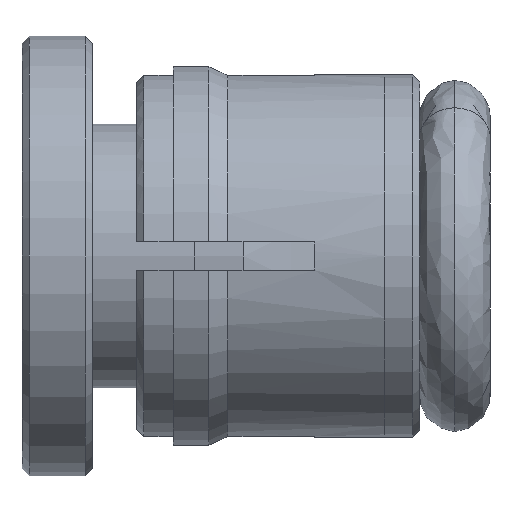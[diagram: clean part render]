
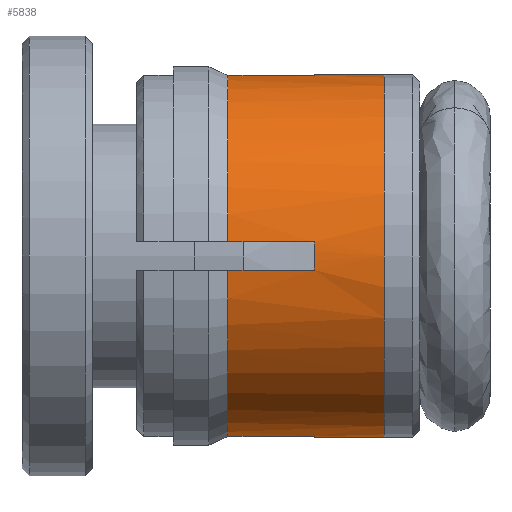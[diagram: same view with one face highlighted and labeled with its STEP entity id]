
A CAD part, left-side view. The second image highlights one B-rep face of the part: STEP entity #5838.
In plain terms, the highlighted cylindrical face has radius 5.15 mm (diameter 10.3 mm), a partial arc.
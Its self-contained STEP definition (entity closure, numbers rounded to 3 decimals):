
#63 = AXIS2_PLACEMENT_3D ( 'NONE', #6943, #523, #8035 ) ;
#176 = VERTEX_POINT ( 'NONE', #8467 ) ;
#328 = ORIENTED_EDGE ( 'NONE', *, *, #13875, .T. ) ;
#390 = VECTOR ( 'NONE', #9358, 1000. ) ;
#523 = DIRECTION ( 'NONE',  ( 0., -1., 0. ) ) ;
#708 = CIRCLE ( 'NONE', #63, 5.15 ) ;
#896 = LINE ( 'NONE', #5284, #3764 ) ;
#1122 = DIRECTION ( 'NONE',  ( 0., -1., 0. ) ) ;
#1154 = CARTESIAN_POINT ( 'NONE',  ( -5.134, 4.443, -0.4 ) ) ;
#1192 = CYLINDRICAL_SURFACE ( 'NONE', #7946, 5.15 ) ;
#1302 = VERTEX_POINT ( 'NONE', #11572 ) ;
#1371 = DIRECTION ( 'NONE',  ( 0., -1., 0. ) ) ;
#1427 = ORIENTED_EDGE ( 'NONE', *, *, #3362, .T. ) ;
#1500 = DIRECTION ( 'NONE',  ( 0., 1., 0. ) ) ;
#1702 = DIRECTION ( 'NONE',  ( 0., -1., 0. ) ) ;
#1709 = DIRECTION ( 'NONE',  ( 0., -1., 0. ) ) ;
#1886 = DIRECTION ( 'NONE',  ( 0., -1., 0. ) ) ;
#2226 = FACE_OUTER_BOUND ( 'NONE', #6482, .T. ) ;
#2263 = ORIENTED_EDGE ( 'NONE', *, *, #7202, .T. ) ;
#2356 = EDGE_CURVE ( 'NONE', #1302, #3071, #7558, .T. ) ;
#2537 = LINE ( 'NONE', #10102, #8233 ) ;
#2918 = DIRECTION ( 'NONE',  ( 0., 0., 1. ) ) ;
#2943 = ORIENTED_EDGE ( 'NONE', *, *, #13007, .T. ) ;
#2961 = EDGE_CURVE ( 'NONE', #4377, #11223, #8613, .T. ) ;
#2988 = EDGE_CURVE ( 'NONE', #11384, #11117, #896, .T. ) ;
#3071 = VERTEX_POINT ( 'NONE', #10819 ) ;
#3088 = CARTESIAN_POINT ( 'NONE',  ( -0.451, 2.774, 5.13 ) ) ;
#3353 = LINE ( 'NONE', #3088, #9069 ) ;
#3362 = EDGE_CURVE ( 'NONE', #6799, #176, #9295, .T. ) ;
#3379 = CIRCLE ( 'NONE', #4512, 5.15 ) ;
#3385 = ORIENTED_EDGE ( 'NONE', *, *, #2356, .T. ) ;
#3439 = CARTESIAN_POINT ( 'NONE',  ( 0., 2.774, 5.15 ) ) ;
#3613 = VECTOR ( 'NONE', #1702, 1000. ) ;
#3764 = VECTOR ( 'NONE', #8823, 1000. ) ;
#4212 = CARTESIAN_POINT ( 'NONE',  ( 0., 1.993, -5.15 ) ) ;
#4377 = VERTEX_POINT ( 'NONE', #6077 ) ;
#4512 = AXIS2_PLACEMENT_3D ( 'NONE', #8295, #1886, #9382 ) ;
#4992 = DIRECTION ( 'NONE',  ( 0., 1., 0. ) ) ;
#5126 = ORIENTED_EDGE ( 'NONE', *, *, #2988, .F. ) ;
#5252 = CARTESIAN_POINT ( 'NONE',  ( 0., -0.007, 0. ) ) ;
#5284 = CARTESIAN_POINT ( 'NONE',  ( 0., 2.774, -5.15 ) ) ;
#5613 = AXIS2_PLACEMENT_3D ( 'NONE', #7544, #1122, #8627 ) ;
#5838 = ADVANCED_FACE ( 'NONE', ( #2226 ), #1192, .T. ) ;
#5893 = CARTESIAN_POINT ( 'NONE',  ( -5.134, 2.774, 0.4 ) ) ;
#6061 = VERTEX_POINT ( 'NONE', #9868 ) ;
#6077 = CARTESIAN_POINT ( 'NONE',  ( 0., -0.007, 5.15 ) ) ;
#6326 = DIRECTION ( 'NONE',  ( 0., 0., 1. ) ) ;
#6441 = AXIS2_PLACEMENT_3D ( 'NONE', #8120, #1709, #9217 ) ;
#6482 = EDGE_LOOP ( 'NONE', ( #5126, #2263, #9212, #8197, #13858, #9698, #328, #3385, #2943, #12918, #1427, #10883 ) ) ;
#6799 = VERTEX_POINT ( 'NONE', #11145 ) ;
#6938 = CARTESIAN_POINT ( 'NONE',  ( 0., -0.007, -5.15 ) ) ;
#6943 = CARTESIAN_POINT ( 'NONE',  ( 0., 1.993, 0. ) ) ;
#7031 = VERTEX_POINT ( 'NONE', #8057 ) ;
#7202 = EDGE_CURVE ( 'NONE', #11384, #4377, #9390, .T. ) ;
#7307 = CIRCLE ( 'NONE', #6441, 5.15 ) ;
#7544 = CARTESIAN_POINT ( 'NONE',  ( 0., 4.443, 0. ) ) ;
#7558 = CIRCLE ( 'NONE', #7662, 5.15 ) ;
#7662 = AXIS2_PLACEMENT_3D ( 'NONE', #7981, #1371, #11964 ) ;
#7946 = AXIS2_PLACEMENT_3D ( 'NONE', #11408, #4992, #2918 ) ;
#7981 = CARTESIAN_POINT ( 'NONE',  ( 0., 1.993, 0. ) ) ;
#8035 = DIRECTION ( 'NONE',  ( 0., 0., 1. ) ) ;
#8036 = EDGE_CURVE ( 'NONE', #12840, #6799, #7307, .T. ) ;
#8057 = CARTESIAN_POINT ( 'NONE',  ( -0.451, 1.993, 5.13 ) ) ;
#8102 = DIRECTION ( 'NONE',  ( 0., -1., 0. ) ) ;
#8120 = CARTESIAN_POINT ( 'NONE',  ( 0., 4.443, 0. ) ) ;
#8197 = ORIENTED_EDGE ( 'NONE', *, *, #12523, .T. ) ;
#8233 = VECTOR ( 'NONE', #1500, 1000. ) ;
#8295 = CARTESIAN_POINT ( 'NONE',  ( 0., 1.993, 0. ) ) ;
#8398 = AXIS2_PLACEMENT_3D ( 'NONE', #5252, #12744, #6326 ) ;
#8467 = CARTESIAN_POINT ( 'NONE',  ( -0.451, 1.993, -5.13 ) ) ;
#8613 = LINE ( 'NONE', #3439, #390 ) ;
#8627 = DIRECTION ( 'NONE',  ( 0., 0., 1. ) ) ;
#8823 = DIRECTION ( 'NONE',  ( 0., 1., 0. ) ) ;
#8946 = VECTOR ( 'NONE', #8102, 1000. ) ;
#9069 = VECTOR ( 'NONE', #10548, 1000. ) ;
#9212 = ORIENTED_EDGE ( 'NONE', *, *, #2961, .T. ) ;
#9217 = DIRECTION ( 'NONE',  ( 0., 0., 1. ) ) ;
#9251 = VERTEX_POINT ( 'NONE', #11151 ) ;
#9295 = LINE ( 'NONE', #13472, #8946 ) ;
#9328 = LINE ( 'NONE', #5893, #3613 ) ;
#9358 = DIRECTION ( 'NONE',  ( 0., 1., 0. ) ) ;
#9382 = DIRECTION ( 'NONE',  ( 0., 0., 1. ) ) ;
#9390 = CIRCLE ( 'NONE', #8398, 5.15 ) ;
#9698 = ORIENTED_EDGE ( 'NONE', *, *, #12344, .T. ) ;
#9868 = CARTESIAN_POINT ( 'NONE',  ( -5.134, 4.443, 0.4 ) ) ;
#10102 = CARTESIAN_POINT ( 'NONE',  ( -5.134, 2.774, -0.4 ) ) ;
#10548 = DIRECTION ( 'NONE',  ( 0., 1., 0. ) ) ;
#10819 = CARTESIAN_POINT ( 'NONE',  ( -5.134, 1.993, -0.4 ) ) ;
#10883 = ORIENTED_EDGE ( 'NONE', *, *, #11504, .T. ) ;
#11117 = VERTEX_POINT ( 'NONE', #4212 ) ;
#11145 = CARTESIAN_POINT ( 'NONE',  ( -0.451, 4.443, -5.13 ) ) ;
#11151 = CARTESIAN_POINT ( 'NONE',  ( -0.451, 4.443, 5.13 ) ) ;
#11223 = VERTEX_POINT ( 'NONE', #11916 ) ;
#11384 = VERTEX_POINT ( 'NONE', #6938 ) ;
#11408 = CARTESIAN_POINT ( 'NONE',  ( 0., 2.774, 0. ) ) ;
#11504 = EDGE_CURVE ( 'NONE', #176, #11117, #3379, .T. ) ;
#11572 = CARTESIAN_POINT ( 'NONE',  ( -5.134, 1.993, 0.4 ) ) ;
#11916 = CARTESIAN_POINT ( 'NONE',  ( 0., 1.993, 5.15 ) ) ;
#11964 = DIRECTION ( 'NONE',  ( 0., 0., 1. ) ) ;
#11970 = EDGE_CURVE ( 'NONE', #7031, #9251, #3353, .T. ) ;
#12104 = CIRCLE ( 'NONE', #5613, 5.15 ) ;
#12344 = EDGE_CURVE ( 'NONE', #9251, #6061, #12104, .T. ) ;
#12523 = EDGE_CURVE ( 'NONE', #11223, #7031, #708, .T. ) ;
#12744 = DIRECTION ( 'NONE',  ( 0., 1., 0. ) ) ;
#12840 = VERTEX_POINT ( 'NONE', #1154 ) ;
#12918 = ORIENTED_EDGE ( 'NONE', *, *, #8036, .T. ) ;
#13007 = EDGE_CURVE ( 'NONE', #3071, #12840, #2537, .T. ) ;
#13472 = CARTESIAN_POINT ( 'NONE',  ( -0.451, 2.774, -5.13 ) ) ;
#13858 = ORIENTED_EDGE ( 'NONE', *, *, #11970, .T. ) ;
#13875 = EDGE_CURVE ( 'NONE', #6061, #1302, #9328, .T. ) ;
